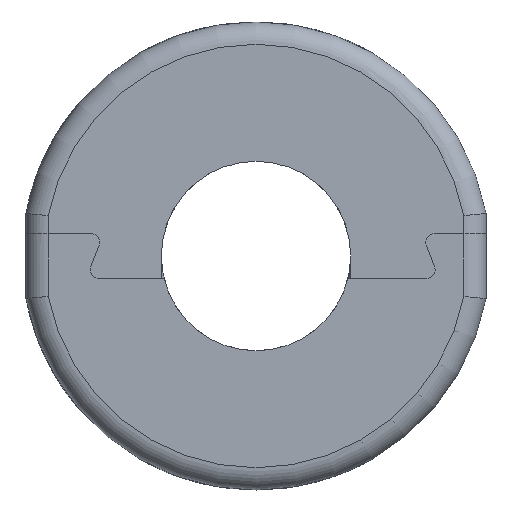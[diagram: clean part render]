
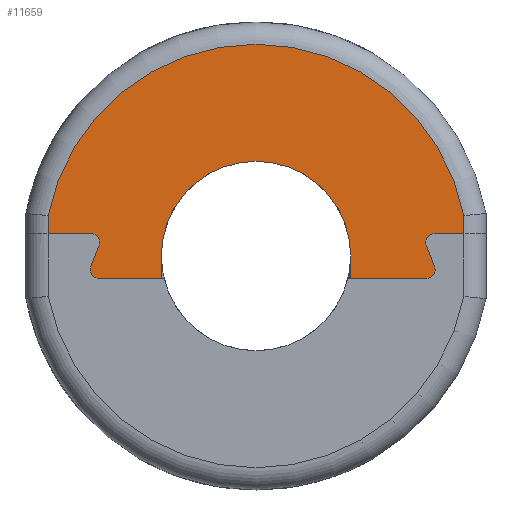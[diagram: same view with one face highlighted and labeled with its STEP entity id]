
A CAD part, left-side view. The second image highlights one B-rep face of the part: STEP entity #11659.
In plain terms, the highlighted face is planar.
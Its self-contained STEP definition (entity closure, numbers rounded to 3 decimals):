
#1=CARTESIAN_POINT('',(41.5,28.244,2.5));
#2=DIRECTION('',(1.,0.,0.));
#3=DIRECTION('',(0.,0.936,-0.352));
#4=AXIS2_PLACEMENT_3D('',#1,#2,#3);
#6=DIRECTION('',(0.,-0.352,-0.936));
#7=VECTOR('',#6,4.214);
#8=CARTESIAN_POINT('',(41.5,29.648,1.972));
#9=LINE('',#8,#7);
#10=DIRECTION('',(0.,-1.,0.));
#11=VECTOR('',#10,7.731);
#12=CARTESIAN_POINT('',(41.5,37.3,-4.));
#13=LINE('',#12,#11);
#14=DIRECTION('',(0.,0.,-1.));
#15=VECTOR('',#14,3.26);
#16=CARTESIAN_POINT('',(41.5,37.3,-4.));
#17=LINE('',#16,#15);
#18=DIRECTION('',(0.,0.,1.));
#19=VECTOR('',#18,3.26);
#20=CARTESIAN_POINT('',(41.5,-37.3,-7.26));
#21=LINE('',#20,#19);
#22=DIRECTION('',(0.,1.,0.));
#23=VECTOR('',#22,5.331);
#24=CARTESIAN_POINT('',(41.5,-37.3,-4.));
#25=LINE('',#24,#23);
#26=DIRECTION('',(0.,-0.352,0.936));
#27=VECTOR('',#26,4.214);
#28=CARTESIAN_POINT('',(41.5,-30.565,-1.972));
#29=LINE('',#28,#27);
#30=CARTESIAN_POINT('',(41.5,-30.644,2.5));
#31=DIRECTION('',(1.,0.,0.));
#32=DIRECTION('',(0.,0.,1.));
#33=AXIS2_PLACEMENT_3D('',#30,#31,#32);
#35=CARTESIAN_POINT('',(41.5,0.,0.));
#36=DIRECTION('',(1.,0.,0.));
#37=DIRECTION('',(0.,-1.,0.));
#38=AXIS2_PLACEMENT_3D('',#35,#36,#37);
#40=DIRECTION('',(0.,0.,1.));
#41=VECTOR('',#40,4.);
#42=CARTESIAN_POINT('',(41.5,17.,0.));
#43=LINE('',#42,#41);
#61=DIRECTION('',(0.,1.,0.));
#62=VECTOR('',#61,11.244);
#63=CARTESIAN_POINT('',(41.5,17.,4.));
#64=LINE('',#63,#62);
#126=DIRECTION('',(0.,1.,0.));
#127=VECTOR('',#126,13.644);
#128=CARTESIAN_POINT('',(41.5,-30.644,4.));
#129=LINE('',#128,#127);
#254=DIRECTION('',(0.,0.,1.));
#255=VECTOR('',#254,4.);
#256=CARTESIAN_POINT('',(41.5,-17.,0.));
#257=LINE('',#256,#255);
#314=CARTESIAN_POINT('',(41.5,-31.969,-2.5));
#315=DIRECTION('',(-1.,0.,0.));
#316=DIRECTION('',(0.,0.936,0.352));
#317=AXIS2_PLACEMENT_3D('',#314,#315,#316);
#399=CARTESIAN_POINT('',(41.5,29.569,-2.5));
#400=DIRECTION('',(-1.,0.,0.));
#401=DIRECTION('',(0.,0.,-1.));
#402=AXIS2_PLACEMENT_3D('',#399,#400,#401);
#4181=CARTESIAN_POINT('',(41.5,0.,0.));
#4182=DIRECTION('',(1.,0.,0.));
#4183=DIRECTION('',(0.,-0.982,-0.191));
#4184=AXIS2_PLACEMENT_3D('',#4181,#4182,#4183);
#9386=CARTESIAN_POINT('',(41.5,-17.,0.));
#9387=CARTESIAN_POINT('',(41.5,17.,0.));
#9388=VERTEX_POINT('',#9386);
#9389=VERTEX_POINT('',#9387);
#9394=CARTESIAN_POINT('',(41.5,17.,4.));
#9395=VERTEX_POINT('',#9394);
#9396=CARTESIAN_POINT('',(41.5,-17.,4.));
#9397=VERTEX_POINT('',#9396);
#9469=CARTESIAN_POINT('',(41.5,37.3,-4.));
#9470=VERTEX_POINT('',#9469);
#9471=CARTESIAN_POINT('',(41.5,-37.3,-4.));
#9472=VERTEX_POINT('',#9471);
#9475=CARTESIAN_POINT('',(41.5,-37.3,-7.26));
#9476=VERTEX_POINT('',#9475);
#9481=CARTESIAN_POINT('',(41.5,37.3,-7.26));
#9482=VERTEX_POINT('',#9481);
#9575=CARTESIAN_POINT('',(41.5,-30.565,-1.972));
#9577=VERTEX_POINT('',#9575);
#9579=CARTESIAN_POINT('',(41.5,-31.969,-4.));
#9581=VERTEX_POINT('',#9579);
#9583=CARTESIAN_POINT('',(41.5,29.569,-4.));
#9585=VERTEX_POINT('',#9583);
#9587=CARTESIAN_POINT('',(41.5,28.165,-1.972));
#9589=VERTEX_POINT('',#9587);
#9595=CARTESIAN_POINT('',(41.5,29.648,1.972));
#9596=VERTEX_POINT('',#9595);
#9597=CARTESIAN_POINT('',(41.5,28.244,4.));
#9598=VERTEX_POINT('',#9597);
#9608=CARTESIAN_POINT('',(41.5,-30.644,4.));
#9610=VERTEX_POINT('',#9608);
#9611=CARTESIAN_POINT('',(41.5,-32.048,1.972));
#9612=VERTEX_POINT('',#9611);
#11620=CARTESIAN_POINT('',(41.5,0.,0.));
#11621=DIRECTION('',(1.,0.,0.));
#11622=DIRECTION('',(0.,-1.,0.));
#11623=AXIS2_PLACEMENT_3D('',#11620,#11621,#11622);
#11624=PLANE('',#11623);
#11626=ORIENTED_EDGE('',*,*,#11625,.F.);
#11628=ORIENTED_EDGE('',*,*,#11627,.T.);
#11630=ORIENTED_EDGE('',*,*,#11629,.F.);
#11632=ORIENTED_EDGE('',*,*,#11631,.F.);
#11634=ORIENTED_EDGE('',*,*,#11633,.T.);
#11636=ORIENTED_EDGE('',*,*,#11635,.F.);
#11638=ORIENTED_EDGE('',*,*,#11637,.T.);
#11640=ORIENTED_EDGE('',*,*,#11639,.T.);
#11642=ORIENTED_EDGE('',*,*,#11641,.F.);
#11644=ORIENTED_EDGE('',*,*,#11643,.T.);
#11646=ORIENTED_EDGE('',*,*,#11645,.F.);
#11648=ORIENTED_EDGE('',*,*,#11647,.T.);
#11650=ORIENTED_EDGE('',*,*,#11649,.F.);
#11652=ORIENTED_EDGE('',*,*,#11651,.T.);
#11654=ORIENTED_EDGE('',*,*,#11653,.T.);
#11656=ORIENTED_EDGE('',*,*,#11655,.T.);
#11657=EDGE_LOOP('',(#11626,#11628,#11630,#11632,#11634,#11636,#11638,#11640,
#11642,#11644,#11646,#11648,#11650,#11652,#11654,#11656));
#11658=FACE_OUTER_BOUND('',#11657,.F.);
#11659=ADVANCED_FACE('',(#11658),#11624,.T.);
#5=CIRCLE('',#4,1.5);
#34=CIRCLE('',#33,1.5);
#39=CIRCLE('',#38,17.);
#318=CIRCLE('',#317,1.5);
#403=CIRCLE('',#402,1.5);
#4185=CIRCLE('',#4184,38.);
#11625=EDGE_CURVE('',#9596,#9598,#5,.T.);
#11627=EDGE_CURVE('',#9596,#9589,#9,.T.);
#11629=EDGE_CURVE('',#9585,#9589,#403,.T.);
#11631=EDGE_CURVE('',#9470,#9585,#13,.T.);
#11633=EDGE_CURVE('',#9470,#9482,#17,.T.);
#11635=EDGE_CURVE('',#9476,#9482,#4185,.T.);
#11637=EDGE_CURVE('',#9476,#9472,#21,.T.);
#11639=EDGE_CURVE('',#9472,#9581,#25,.T.);
#11641=EDGE_CURVE('',#9577,#9581,#318,.T.);
#11643=EDGE_CURVE('',#9577,#9612,#29,.T.);
#11645=EDGE_CURVE('',#9610,#9612,#34,.T.);
#11647=EDGE_CURVE('',#9610,#9397,#129,.T.);
#11649=EDGE_CURVE('',#9388,#9397,#257,.T.);
#11651=EDGE_CURVE('',#9388,#9389,#39,.T.);
#11653=EDGE_CURVE('',#9389,#9395,#43,.T.);
#11655=EDGE_CURVE('',#9395,#9598,#64,.T.);
